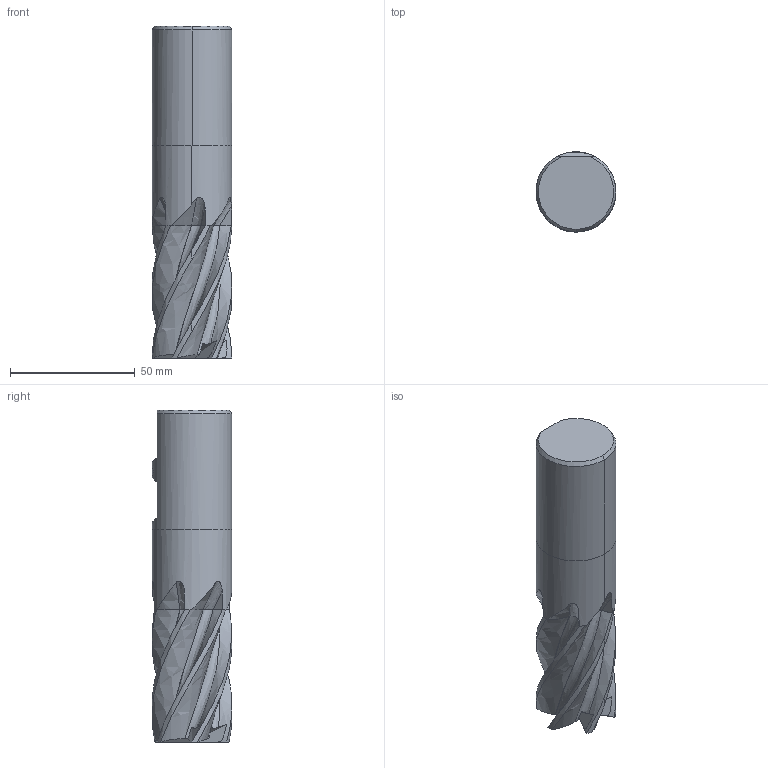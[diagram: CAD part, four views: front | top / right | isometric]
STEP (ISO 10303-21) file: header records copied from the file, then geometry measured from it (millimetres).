
FILE_DESCRIPTION(('no description'),'unknown implementation level');
FILE_NAME('solidfjIUO6WdWh74ly6xIcaYlfCVxcU_1.STP',' ',('CIM GmbH Aachen'),('CADClick - KiM GmbH - www.kimweb.de'),'unknown preprocess','ACIS','unknown authorization');
FILE_SCHEMA(('automotive_design'));
Length unit declared in the file: millimetre
Products named in the file (2): 1; 2
Bounding box: 32 x 32 x 133 mm (x, y, z)
Volume: 86570.9 mm3; surface area: 17897.7 mm2
Topology: 2 solids, 2 shells, 115 faces, 329 edges, 218 vertices
Faces by surface type: plane 47, revolution 24, bspline 24, cone 12, cylinder 8
Entity records: 15203 total; most frequent: CARTESIAN_POINT 8813, STYLED_ITEM 664, PRESENTATION_STYLE_ASSIGNMENT 664, COLOUR_RGB 664, ORIENTED_EDGE 658, DIRECTION 419, EDGE_CURVE 329, CURVE_STYLE 329
